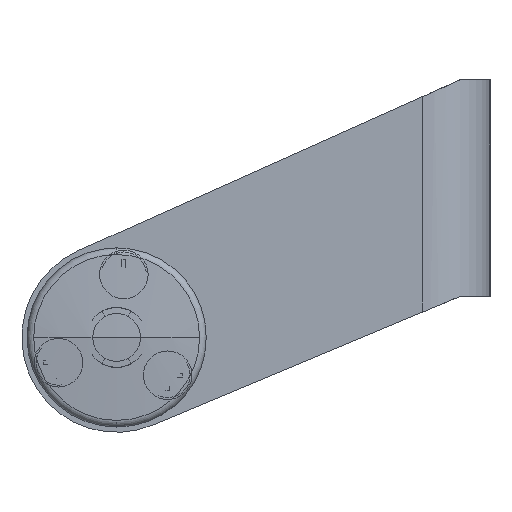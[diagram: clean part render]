
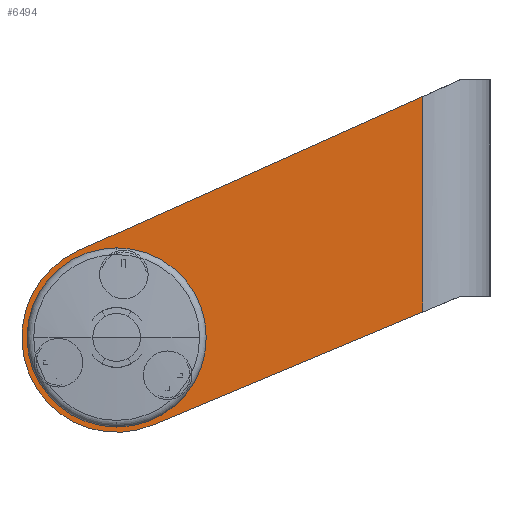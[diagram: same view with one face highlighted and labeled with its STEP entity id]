
A CAD part, left-side view. The second image highlights one B-rep face of the part: STEP entity #6494.
In plain terms, the highlighted planar face has unit normal (-1, 0, 0).
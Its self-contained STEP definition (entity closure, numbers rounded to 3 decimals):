
#129 = DIRECTION ( 'NONE',  ( 0., 0., 1. ) ) ;
#218 = DIRECTION ( 'NONE',  ( 0., 0., 1. ) ) ;
#230 = CARTESIAN_POINT ( 'NONE',  ( 0., -41., 34.5 ) ) ;
#297 = CIRCLE ( 'NONE', #2411, 3.25 ) ;
#354 = FACE_BOUND ( 'NONE', #4468, .T. ) ;
#367 = ORIENTED_EDGE ( 'NONE', *, *, #5488, .F. ) ;
#588 = DIRECTION ( 'NONE',  ( 0., 0., -1. ) ) ;
#647 = DIRECTION ( 'NONE',  ( -1., 0., 0. ) ) ;
#801 = CARTESIAN_POINT ( 'NONE',  ( 0., 0., 4.025 ) ) ;
#829 = EDGE_CURVE ( 'NONE', #3857, #1858, #5227, .T. ) ;
#878 = DIRECTION ( 'NONE',  ( 0., -0.913, 0.408 ) ) ;
#897 = AXIS2_PLACEMENT_3D ( 'NONE', #1203, #647, #129 ) ;
#1032 = CARTESIAN_POINT ( 'NONE',  ( 0., 0., -4.025 ) ) ;
#1158 = CARTESIAN_POINT ( 'NONE',  ( 0., 5.188, 11.592 ) ) ;
#1203 = CARTESIAN_POINT ( 'NONE',  ( 0., -6.833, -5.056 ) ) ;
#1261 = DIRECTION ( 'NONE',  ( -1., 0., 0. ) ) ;
#1321 = VERTEX_POINT ( 'NONE', #5935 ) ;
#1401 = CIRCLE ( 'NONE', #2630, 12.7 ) ;
#1480 = DIRECTION ( 'NONE',  ( 0., 0., 1. ) ) ;
#1490 = AXIS2_PLACEMENT_3D ( 'NONE', #6682, #4041, #6161 ) ;
#1514 = EDGE_LOOP ( 'NONE', ( #2959, #4635 ) ) ;
#1654 = ORIENTED_EDGE ( 'NONE', *, *, #2606, .T. ) ;
#1799 = VERTEX_POINT ( 'NONE', #5308 ) ;
#1840 = VERTEX_POINT ( 'NONE', #4258 ) ;
#1858 = VERTEX_POINT ( 'NONE', #1032 ) ;
#1871 = DIRECTION ( 'NONE',  ( 0., 0., 1. ) ) ;
#1888 = AXIS2_PLACEMENT_3D ( 'NONE', #4753, #5827, #4271 ) ;
#1920 = LINE ( 'NONE', #4663, #4245 ) ;
#1928 = CARTESIAN_POINT ( 'NONE',  ( 0., -6.833, -1.806 ) ) ;
#1959 = AXIS2_PLACEMENT_3D ( 'NONE', #4120, #5616, #3659 ) ;
#1969 = CARTESIAN_POINT ( 'NONE',  ( 0., 0., 0. ) ) ;
#2062 = DIRECTION ( 'NONE',  ( 0., 0., 1. ) ) ;
#2186 = CARTESIAN_POINT ( 'NONE',  ( 0., -41., 3.406 ) ) ;
#2269 = LINE ( 'NONE', #4899, #3058 ) ;
#2320 = ORIENTED_EDGE ( 'NONE', *, *, #5862, .F. ) ;
#2392 = VERTEX_POINT ( 'NONE', #2186 ) ;
#2411 = AXIS2_PLACEMENT_3D ( 'NONE', #3409, #1261, #218 ) ;
#2516 = FACE_BOUND ( 'NONE', #1514, .T. ) ;
#2550 = DIRECTION ( 'NONE',  ( -1., 0., 0. ) ) ;
#2606 = EDGE_CURVE ( 'NONE', #2392, #1799, #4991, .T. ) ;
#2609 = DIRECTION ( 'NONE',  ( -1., 0., 0. ) ) ;
#2610 = VERTEX_POINT ( 'NONE', #4400 ) ;
#2630 = AXIS2_PLACEMENT_3D ( 'NONE', #1969, #3556, #1480 ) ;
#2640 = EDGE_CURVE ( 'NONE', #4777, #6447, #2786, .T. ) ;
#2721 = CARTESIAN_POINT ( 'NONE',  ( 0., 0., 0. ) ) ;
#2732 = AXIS2_PLACEMENT_3D ( 'NONE', #4414, #4516, #1871 ) ;
#2786 = CIRCLE ( 'NONE', #897, 3.25 ) ;
#2835 = ORIENTED_EDGE ( 'NONE', *, *, #2640, .F. ) ;
#2922 = ORIENTED_EDGE ( 'NONE', *, *, #4267, .F. ) ;
#2959 = ORIENTED_EDGE ( 'NONE', *, *, #5516, .F. ) ;
#3003 = CARTESIAN_POINT ( 'NONE',  ( 0., -0.962, 5.195 ) ) ;
#3030 = CARTESIAN_POINT ( 'NONE',  ( 0., 0., 0. ) ) ;
#3034 = EDGE_CURVE ( 'NONE', #1321, #1840, #5670, .T. ) ;
#3058 = VECTOR ( 'NONE', #6006, 1000. ) ;
#3227 = VECTOR ( 'NONE', #4473, 1000. ) ;
#3262 = ORIENTED_EDGE ( 'NONE', *, *, #829, .T. ) ;
#3409 = CARTESIAN_POINT ( 'NONE',  ( 0., -6.833, -5.056 ) ) ;
#3505 = AXIS2_PLACEMENT_3D ( 'NONE', #3030, #2550, #2062 ) ;
#3528 = EDGE_CURVE ( 'NONE', #4044, #1799, #1920, .T. ) ;
#3534 = EDGE_LOOP ( 'NONE', ( #367, #1654, #4401, #2320 ) ) ;
#3556 = DIRECTION ( 'NONE',  ( 1., 0., 0. ) ) ;
#3659 = DIRECTION ( 'NONE',  ( 0., 0., 1. ) ) ;
#3699 = ORIENTED_EDGE ( 'NONE', *, *, #4314, .T. ) ;
#3811 = AXIS2_PLACEMENT_3D ( 'NONE', #2721, #6369, #588 ) ;
#3857 = VERTEX_POINT ( 'NONE', #801 ) ;
#4041 = DIRECTION ( 'NONE',  ( -1., 0., 0. ) ) ;
#4044 = VERTEX_POINT ( 'NONE', #1158 ) ;
#4120 = CARTESIAN_POINT ( 'NONE',  ( 0., -0.962, 8.445 ) ) ;
#4245 = VECTOR ( 'NONE', #878, 1000. ) ;
#4258 = CARTESIAN_POINT ( 'NONE',  ( 0., 7.795, -6.639 ) ) ;
#4267 = EDGE_CURVE ( 'NONE', #1840, #1321, #4711, .T. ) ;
#4271 = DIRECTION ( 'NONE',  ( 0., 0., -1. ) ) ;
#4314 = EDGE_CURVE ( 'NONE', #1858, #3857, #6817, .T. ) ;
#4392 = CIRCLE ( 'NONE', #2732, 3.25 ) ;
#4400 = CARTESIAN_POINT ( 'NONE',  ( 0., -4.907, -11.714 ) ) ;
#4401 = ORIENTED_EDGE ( 'NONE', *, *, #3528, .F. ) ;
#4414 = CARTESIAN_POINT ( 'NONE',  ( 0., -0.962, 8.445 ) ) ;
#4468 = EDGE_LOOP ( 'NONE', ( #3262, #3699 ) ) ;
#4473 = DIRECTION ( 'NONE',  ( 0., 0., 1. ) ) ;
#4516 = DIRECTION ( 'NONE',  ( -1., 0., 0. ) ) ;
#4590 = FACE_BOUND ( 'NONE', #5437, .T. ) ;
#4628 = PLANE ( 'NONE',  #3505 ) ;
#4635 = ORIENTED_EDGE ( 'NONE', *, *, #6159, .F. ) ;
#4636 = VERTEX_POINT ( 'NONE', #4954 ) ;
#4663 = CARTESIAN_POINT ( 'NONE',  ( 0., -46., 34.5 ) ) ;
#4711 = CIRCLE ( 'NONE', #1490, 3.25 ) ;
#4720 = CARTESIAN_POINT ( 'NONE',  ( 0., 7.795, -3.389 ) ) ;
#4753 = CARTESIAN_POINT ( 'NONE',  ( 0., 0., 0. ) ) ;
#4777 = VERTEX_POINT ( 'NONE', #1928 ) ;
#4790 = DIRECTION ( 'NONE',  ( 0., 0., 1. ) ) ;
#4834 = VERTEX_POINT ( 'NONE', #3003 ) ;
#4899 = CARTESIAN_POINT ( 'NONE',  ( 0., -4.907, -11.714 ) ) ;
#4953 = CIRCLE ( 'NONE', #1959, 3.25 ) ;
#4954 = CARTESIAN_POINT ( 'NONE',  ( 0., -0.962, 11.695 ) ) ;
#4991 = LINE ( 'NONE', #230, #3227 ) ;
#5113 = FACE_OUTER_BOUND ( 'NONE', #3534, .T. ) ;
#5150 = CARTESIAN_POINT ( 'NONE',  ( 0., -6.833, -8.306 ) ) ;
#5227 = CIRCLE ( 'NONE', #1888, 4.025 ) ;
#5308 = CARTESIAN_POINT ( 'NONE',  ( 0., -41., 32.262 ) ) ;
#5424 = EDGE_LOOP ( 'NONE', ( #5568, #2922 ) ) ;
#5437 = EDGE_LOOP ( 'NONE', ( #2835, #5786 ) ) ;
#5447 = AXIS2_PLACEMENT_3D ( 'NONE', #4720, #2609, #4790 ) ;
#5488 = EDGE_CURVE ( 'NONE', #2392, #2610, #2269, .T. ) ;
#5516 = EDGE_CURVE ( 'NONE', #4636, #4834, #4392, .T. ) ;
#5568 = ORIENTED_EDGE ( 'NONE', *, *, #3034, .F. ) ;
#5616 = DIRECTION ( 'NONE',  ( -1., 0., 0. ) ) ;
#5627 = FACE_BOUND ( 'NONE', #5424, .T. ) ;
#5670 = CIRCLE ( 'NONE', #5447, 3.25 ) ;
#5786 = ORIENTED_EDGE ( 'NONE', *, *, #6390, .F. ) ;
#5827 = DIRECTION ( 'NONE',  ( 1., 0., 0. ) ) ;
#5862 = EDGE_CURVE ( 'NONE', #2610, #4044, #1401, .T. ) ;
#5935 = CARTESIAN_POINT ( 'NONE',  ( 0., 7.795, -0.139 ) ) ;
#6006 = DIRECTION ( 'NONE',  ( 0., 0.922, -0.386 ) ) ;
#6159 = EDGE_CURVE ( 'NONE', #4834, #4636, #4953, .T. ) ;
#6161 = DIRECTION ( 'NONE',  ( 0., 0., 1. ) ) ;
#6369 = DIRECTION ( 'NONE',  ( 1., 0., 0. ) ) ;
#6390 = EDGE_CURVE ( 'NONE', #6447, #4777, #297, .T. ) ;
#6447 = VERTEX_POINT ( 'NONE', #5150 ) ;
#6494 = ADVANCED_FACE ( 'NONE', ( #4590, #2516, #5627, #5113, #354 ), #4628, .T. ) ;
#6682 = CARTESIAN_POINT ( 'NONE',  ( 0., 7.795, -3.389 ) ) ;
#6817 = CIRCLE ( 'NONE', #3811, 4.025 ) ;
